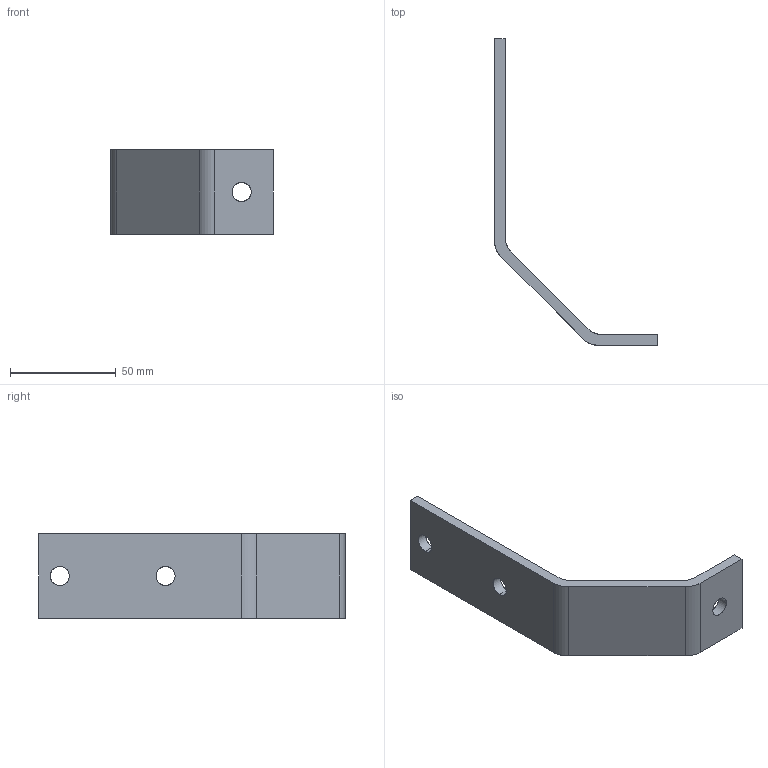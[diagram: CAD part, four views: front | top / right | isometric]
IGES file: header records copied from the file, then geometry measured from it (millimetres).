
Start section: SolidWorks IGES file using analytic representation for surfaces
Global section: file name: A47-21.IGS; native system: SolidWorks 2007; preprocessor: SolidWorks 2007; author: jean; date: 170330.094753; units: millimetre
Bounding box: 77 x 145 x 40 mm (x, y, z)
Surface area: 17612.1 mm2 (no closed solid volume)
Topology: 0 solids, 0 shells, 20 faces, 312 edges, 312 vertices
Faces by surface type: revolution 10, bspline 10
